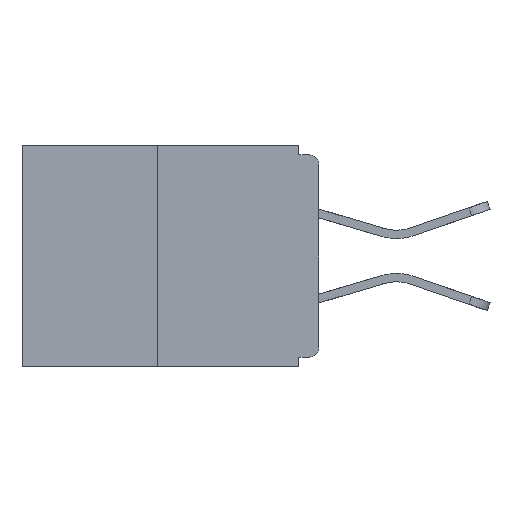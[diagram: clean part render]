
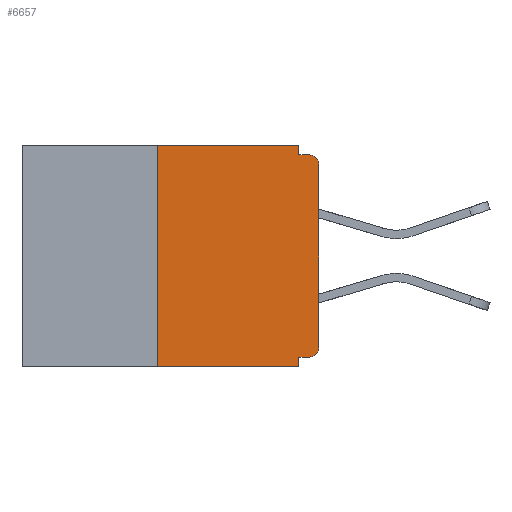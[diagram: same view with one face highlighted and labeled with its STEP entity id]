
A CAD part, left-side view. The second image highlights one B-rep face of the part: STEP entity #6657.
In plain terms, the highlighted planar face has unit normal (-1, 0, 0).
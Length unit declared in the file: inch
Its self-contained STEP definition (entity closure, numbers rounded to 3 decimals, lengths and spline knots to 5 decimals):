
#43 = PLANE ( 'NONE',  #5757 ) ;
#195 = VECTOR ( 'NONE', #10672, 39.37008 ) ;
#356 = VECTOR ( 'NONE', #15477, 39.37008 ) ;
#425 = EDGE_CURVE ( 'NONE', #4088, #1167, #6308, .T. ) ;
#454 = CARTESIAN_POINT ( 'NONE',  ( 0., 0., -0.313 ) ) ;
#676 = VERTEX_POINT ( 'NONE', #16700 ) ;
#759 = ORIENTED_EDGE ( 'NONE', *, *, #16174, .F. ) ;
#924 = VECTOR ( 'NONE', #8321, 39.37008 ) ;
#1006 = CARTESIAN_POINT ( 'NONE',  ( 0., 0.015, -0.03 ) ) ;
#1079 = EDGE_CURVE ( 'NONE', #11582, #1492, #12894, .T. ) ;
#1160 = ORIENTED_EDGE ( 'NONE', *, *, #15914, .F. ) ;
#1167 = VERTEX_POINT ( 'NONE', #454 ) ;
#1191 = LINE ( 'NONE', #9938, #356 ) ;
#1274 = CARTESIAN_POINT ( 'NONE',  ( 0., 0.031, 0. ) ) ;
#1456 = CARTESIAN_POINT ( 'NONE',  ( 0., 0.031, 0. ) ) ;
#1492 = VERTEX_POINT ( 'NONE', #14942 ) ;
#1974 = VERTEX_POINT ( 'NONE', #1274 ) ;
#2313 = VECTOR ( 'NONE', #14182, 39.37008 ) ;
#2428 = LINE ( 'NONE', #10660, #14573 ) ;
#2634 = EDGE_CURVE ( 'NONE', #1974, #11582, #4528, .T. ) ;
#2661 = CARTESIAN_POINT ( 'NONE',  ( 0., 0., -0.015 ) ) ;
#2898 = DIRECTION ( 'NONE',  ( 0., 0., -1. ) ) ;
#4088 = VERTEX_POINT ( 'NONE', #13186 ) ;
#4528 = LINE ( 'NONE', #1456, #924 ) ;
#4583 = VECTOR ( 'NONE', #13373, 39.37008 ) ;
#4624 = ORIENTED_EDGE ( 'NONE', *, *, #5660, .T. ) ;
#4638 = LINE ( 'NONE', #14121, #2313 ) ;
#4844 = CIRCLE ( 'NONE', #12125, 0.015 ) ;
#5569 = DIRECTION ( 'NONE',  ( 0., 1., 0. ) ) ;
#5627 = AXIS2_PLACEMENT_3D ( 'NONE', #14081, #10042, #15579 ) ;
#5660 = EDGE_CURVE ( 'NONE', #16827, #1492, #4844, .T. ) ;
#5686 = VERTEX_POINT ( 'NONE', #13319 ) ;
#5757 = AXIS2_PLACEMENT_3D ( 'NONE', #10895, #6900, #2898 ) ;
#5843 = ORIENTED_EDGE ( 'NONE', *, *, #10997, .F. ) ;
#6308 = CIRCLE ( 'NONE', #5627, 0.015 ) ;
#6657 = ADVANCED_FACE ( 'NONE', ( #9280 ), #43, .F. ) ;
#6775 = CARTESIAN_POINT ( 'NONE',  ( 0., 0.031, -0.343 ) ) ;
#6900 = DIRECTION ( 'NONE',  ( 1., 0., 0. ) ) ;
#7274 = LINE ( 'NONE', #6775, #13011 ) ;
#8151 = CARTESIAN_POINT ( 'NONE',  ( 0., 0., -0.328 ) ) ;
#8321 = DIRECTION ( 'NONE',  ( 0., 0., -1. ) ) ;
#8429 = ORIENTED_EDGE ( 'NONE', *, *, #14152, .F. ) ;
#8454 = VERTEX_POINT ( 'NONE', #14534 ) ;
#9280 = FACE_OUTER_BOUND ( 'NONE', #16297, .T. ) ;
#9436 = CARTESIAN_POINT ( 'NONE',  ( 0., 0.031, -0.015 ) ) ;
#9938 = CARTESIAN_POINT ( 'NONE',  ( 0., 0., 0. ) ) ;
#10042 = DIRECTION ( 'NONE',  ( -1., 0., 0. ) ) ;
#10082 = CARTESIAN_POINT ( 'NONE',  ( 0., 0.25, 0. ) ) ;
#10135 = ORIENTED_EDGE ( 'NONE', *, *, #2634, .F. ) ;
#10614 = ORIENTED_EDGE ( 'NONE', *, *, #11234, .T. ) ;
#10660 = CARTESIAN_POINT ( 'NONE',  ( 0., 0.25, 0. ) ) ;
#10672 = DIRECTION ( 'NONE',  ( 0., -1., 0. ) ) ;
#10895 = CARTESIAN_POINT ( 'NONE',  ( 0., 0.46, 0. ) ) ;
#10997 = EDGE_CURVE ( 'NONE', #11297, #1974, #11065, .T. ) ;
#11065 = LINE ( 'NONE', #14912, #195 ) ;
#11234 = EDGE_CURVE ( 'NONE', #5686, #8454, #4638, .T. ) ;
#11297 = VERTEX_POINT ( 'NONE', #10082 ) ;
#11582 = VERTEX_POINT ( 'NONE', #9436 ) ;
#11947 = LINE ( 'NONE', #8151, #15798 ) ;
#12094 = DIRECTION ( 'NONE',  ( 0., 0., 1. ) ) ;
#12125 = AXIS2_PLACEMENT_3D ( 'NONE', #1006, #14633, #13248 ) ;
#12326 = DIRECTION ( 'NONE',  ( 0., 0., -1. ) ) ;
#12894 = LINE ( 'NONE', #2661, #4583 ) ;
#13011 = VECTOR ( 'NONE', #12326, 39.37008 ) ;
#13069 = ORIENTED_EDGE ( 'NONE', *, *, #1079, .F. ) ;
#13186 = CARTESIAN_POINT ( 'NONE',  ( 0., 0.015, -0.328 ) ) ;
#13248 = DIRECTION ( 'NONE',  ( 0., 0., -1. ) ) ;
#13319 = CARTESIAN_POINT ( 'NONE',  ( 0., 0.25, -0.343 ) ) ;
#13373 = DIRECTION ( 'NONE',  ( 0., -1., 0. ) ) ;
#13403 = EDGE_CURVE ( 'NONE', #1167, #16827, #1191, .T. ) ;
#14081 = CARTESIAN_POINT ( 'NONE',  ( 0., 0.015, -0.313 ) ) ;
#14121 = CARTESIAN_POINT ( 'NONE',  ( 0., 0.46, -0.343 ) ) ;
#14152 = EDGE_CURVE ( 'NONE', #5686, #11297, #2428, .T. ) ;
#14182 = DIRECTION ( 'NONE',  ( 0., -1., 0. ) ) ;
#14534 = CARTESIAN_POINT ( 'NONE',  ( 0., 0.031, -0.343 ) ) ;
#14573 = VECTOR ( 'NONE', #12094, 39.37008 ) ;
#14633 = DIRECTION ( 'NONE',  ( -1., 0., 0. ) ) ;
#14912 = CARTESIAN_POINT ( 'NONE',  ( 0., 0.46, 0. ) ) ;
#14942 = CARTESIAN_POINT ( 'NONE',  ( 0., 0.015, -0.015 ) ) ;
#15477 = DIRECTION ( 'NONE',  ( 0., 0., 1. ) ) ;
#15579 = DIRECTION ( 'NONE',  ( 0., 0., -1. ) ) ;
#15751 = ORIENTED_EDGE ( 'NONE', *, *, #425, .T. ) ;
#15798 = VECTOR ( 'NONE', #5569, 39.37008 ) ;
#15914 = EDGE_CURVE ( 'NONE', #676, #8454, #7274, .T. ) ;
#16174 = EDGE_CURVE ( 'NONE', #4088, #676, #11947, .T. ) ;
#16297 = EDGE_LOOP ( 'NONE', ( #5843, #8429, #10614, #1160, #759, #15751, #16724, #4624, #13069, #10135 ) ) ;
#16700 = CARTESIAN_POINT ( 'NONE',  ( 0., 0.031, -0.328 ) ) ;
#16724 = ORIENTED_EDGE ( 'NONE', *, *, #13403, .T. ) ;
#16827 = VERTEX_POINT ( 'NONE', #16980 ) ;
#16980 = CARTESIAN_POINT ( 'NONE',  ( 0., 0., -0.03 ) ) ;
